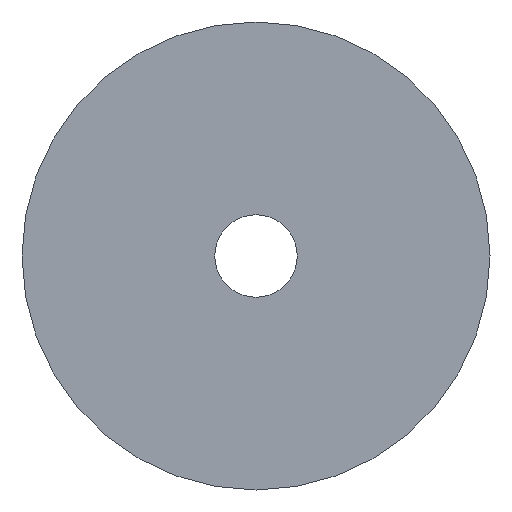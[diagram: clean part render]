
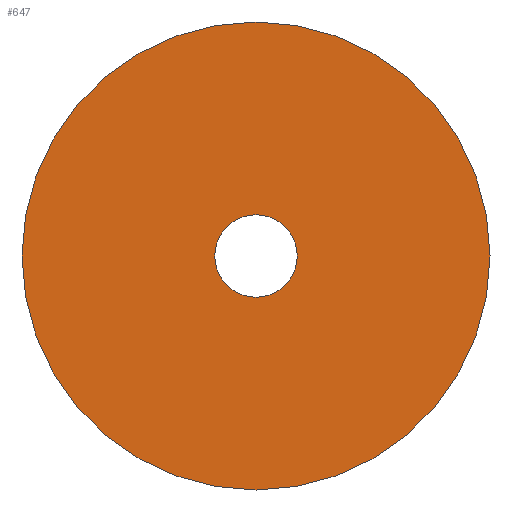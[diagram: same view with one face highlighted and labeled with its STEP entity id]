
A CAD part, front view. The second image highlights one B-rep face of the part: STEP entity #647.
In plain terms, the highlighted planar face has unit normal (0, -1, 0).
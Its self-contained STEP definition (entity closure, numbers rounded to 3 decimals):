
#28 = ORIENTED_EDGE ( 'NONE', *, *, #680, .F. ) ;
#33 = ORIENTED_EDGE ( 'NONE', *, *, #633, .F. ) ;
#38 = ORIENTED_EDGE ( 'NONE', *, *, #659, .F. ) ;
#74 = ORIENTED_EDGE ( 'NONE', *, *, #663, .F. ) ;
#86 = EDGE_LOOP ( 'NONE', ( #33, #74 ) ) ;
#98 = EDGE_LOOP ( 'NONE', ( #28, #38 ) ) ;
#108 = VERTEX_POINT ( 'NONE', #329 ) ;
#110 = VERTEX_POINT ( 'NONE', #323 ) ;
#111 = VERTEX_POINT ( 'NONE', #320 ) ;
#112 = VERTEX_POINT ( 'NONE', #317 ) ;
#170 = FACE_BOUND ( 'NONE', #98, .T. ) ;
#171 = FACE_OUTER_BOUND ( 'NONE', #86, .T. ) ;
#216 = CIRCLE ( 'NONE', #290, 39.75 ) ;
#223 = CIRCLE ( 'NONE', #278, 7. ) ;
#228 = CIRCLE ( 'NONE', #260, 7. ) ;
#236 = CIRCLE ( 'NONE', #275, 39.75 ) ;
#260 = AXIS2_PLACEMENT_3D ( 'NONE', #706, #707, #708 ) ;
#272 = AXIS2_PLACEMENT_3D ( 'NONE', #458, #459, #460 ) ;
#275 = AXIS2_PLACEMENT_3D ( 'NONE', #408, #409, #410 ) ;
#278 = AXIS2_PLACEMENT_3D ( 'NONE', #526, #527, #528 ) ;
#290 = AXIS2_PLACEMENT_3D ( 'NONE', #558, #559, #560 ) ;
#317 = CARTESIAN_POINT ( 'NONE',  ( 0., 0., -7. ) ) ;
#320 = CARTESIAN_POINT ( 'NONE',  ( 0., 0., -39.75 ) ) ;
#323 = CARTESIAN_POINT ( 'NONE',  ( 0., 0., 39.75 ) ) ;
#329 = CARTESIAN_POINT ( 'NONE',  ( 0., 0., 7. ) ) ;
#408 = CARTESIAN_POINT ( 'NONE',  ( 0., 0., 0. ) ) ;
#409 = DIRECTION ( 'NONE',  ( 0., 1., 0. ) ) ;
#410 = DIRECTION ( 'NONE',  ( 0., 0., 1. ) ) ;
#457 = PLANE ( 'NONE',  #272 ) ;
#458 = CARTESIAN_POINT ( 'NONE',  ( 0., 0., 0. ) ) ;
#459 = DIRECTION ( 'NONE',  ( 0., 1., 0. ) ) ;
#460 = DIRECTION ( 'NONE',  ( 0., 0., 1. ) ) ;
#526 = CARTESIAN_POINT ( 'NONE',  ( 0., 0., 0. ) ) ;
#527 = DIRECTION ( 'NONE',  ( 0., -1., 0. ) ) ;
#528 = DIRECTION ( 'NONE',  ( 0., 0., 1. ) ) ;
#558 = CARTESIAN_POINT ( 'NONE',  ( 0., 0., 0. ) ) ;
#559 = DIRECTION ( 'NONE',  ( 0., 1., 0. ) ) ;
#560 = DIRECTION ( 'NONE',  ( 0., 0., 1. ) ) ;
#633 = EDGE_CURVE ( 'NONE', #111, #110, #236, .T. ) ;
#647 = ADVANCED_FACE ( 'NONE', ( #170, #171 ), #457, .F. ) ;
#659 = EDGE_CURVE ( 'NONE', #112, #108, #223, .T. ) ;
#663 = EDGE_CURVE ( 'NONE', #110, #111, #216, .T. ) ;
#680 = EDGE_CURVE ( 'NONE', #108, #112, #228, .T. ) ;
#706 = CARTESIAN_POINT ( 'NONE',  ( 0., 0., 0. ) ) ;
#707 = DIRECTION ( 'NONE',  ( 0., -1., 0. ) ) ;
#708 = DIRECTION ( 'NONE',  ( 0., 0., 1. ) ) ;
